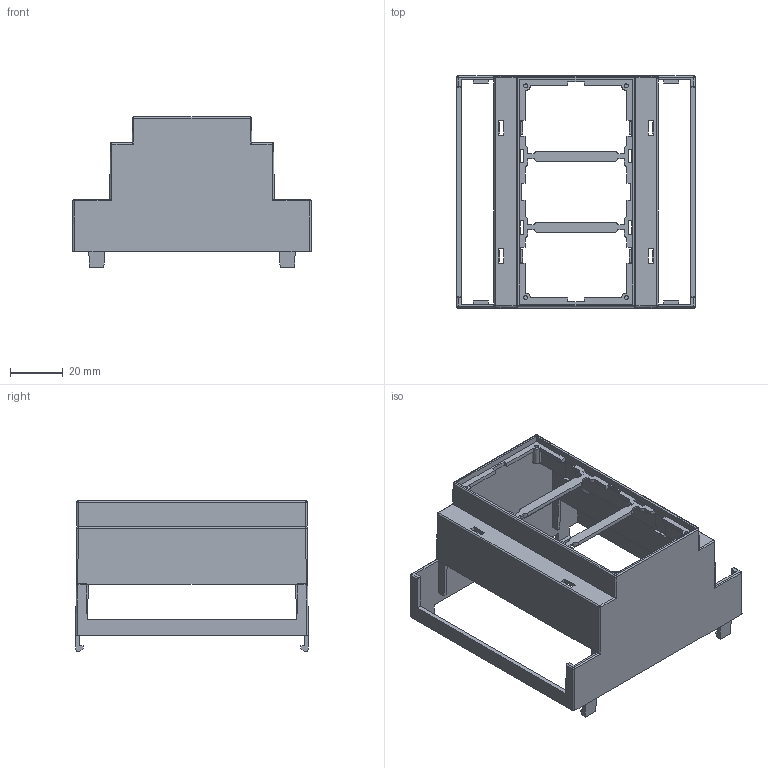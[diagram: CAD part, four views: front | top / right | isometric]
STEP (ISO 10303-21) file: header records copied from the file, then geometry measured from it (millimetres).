
FILE_DESCRIPTION((''),'2;1');
FILE_NAME('5MDH53.stp','2013-07-04T09:46:40',('stagista'),(''),'Autodesk Inventor 2013','Autodesk Inventor 2013','');
FILE_SCHEMA(('AUTOMOTIVE_DESIGN { 1 0 10303 214 1 1 1 1 }'));
Length unit declared in the file: millimetre
Products named in the file (1): 5MDH53
Bounding box: 90.2 x 87.8 x 56.8 mm (x, y, z)
Volume: 23134 mm3; surface area: 34339.5 mm2
Topology: 1 solids, 1 shells, 372 faces, 1038 edges, 664 vertices
Faces by surface type: plane 282, cylinder 54, cone 24, bspline 12
Entity records: 12280 total; most frequent: CARTESIAN_POINT 2691, ORIENTED_EDGE 2076, DIRECTION 1860, EDGE_CURVE 1038, VECTOR 858, LINE 858, VERTEX_POINT 664, AXIS2_PLACEMENT_3D 501
